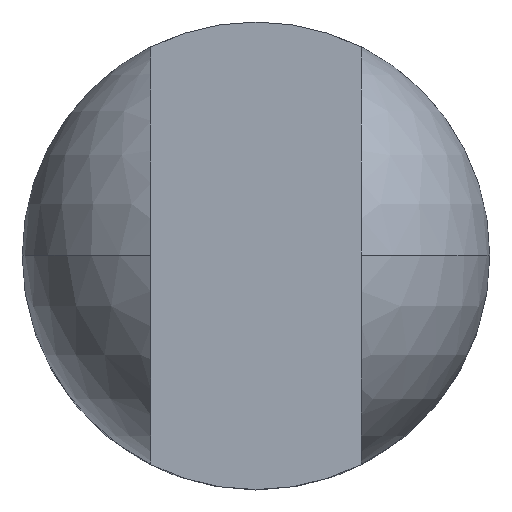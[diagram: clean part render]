
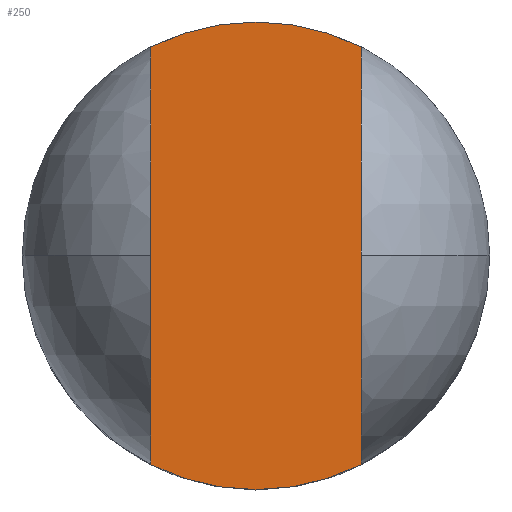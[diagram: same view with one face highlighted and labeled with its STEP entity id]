
A CAD part, top view. The second image highlights one B-rep face of the part: STEP entity #250.
In plain terms, the highlighted planar face has unit normal (0, 0, 1).
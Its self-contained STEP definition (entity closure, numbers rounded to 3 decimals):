
#17 = VECTOR ( 'NONE', #26, 1000. ) ;
#19 = EDGE_CURVE ( 'NONE', #386, #114, #221, .T. ) ;
#26 = DIRECTION ( 'NONE',  ( 0., 1., 0. ) ) ;
#30 = DIRECTION ( 'NONE',  ( 1., 0., 0. ) ) ;
#33 = CARTESIAN_POINT ( 'NONE',  ( 0., 0., 100. ) ) ;
#51 = AXIS2_PLACEMENT_3D ( 'NONE', #33, #60, #30 ) ;
#60 = DIRECTION ( 'NONE',  ( 0., 0., 1. ) ) ;
#61 = ORIENTED_EDGE ( 'NONE', *, *, #438, .T. ) ;
#79 = DIRECTION ( 'NONE',  ( 1., 0., 0. ) ) ;
#81 = CARTESIAN_POINT ( 'NONE',  ( -45., 89.303, 100. ) ) ;
#92 = FACE_OUTER_BOUND ( 'NONE', #146, .T. ) ;
#114 = VERTEX_POINT ( 'NONE', #267 ) ;
#124 = CARTESIAN_POINT ( 'NONE',  ( -45., -110.541, 100. ) ) ;
#141 = CARTESIAN_POINT ( 'NONE',  ( -45., -89.303, 100. ) ) ;
#146 = EDGE_LOOP ( 'NONE', ( #61, #175, #282, #208 ) ) ;
#170 = VERTEX_POINT ( 'NONE', #81 ) ;
#175 = ORIENTED_EDGE ( 'NONE', *, *, #283, .T. ) ;
#180 = DIRECTION ( 'NONE',  ( 1., 0., 0. ) ) ;
#196 = EDGE_CURVE ( 'NONE', #114, #445, #275, .T. ) ;
#202 = PLANE ( 'NONE',  #51 ) ;
#208 = ORIENTED_EDGE ( 'NONE', *, *, #196, .T. ) ;
#213 = CARTESIAN_POINT ( 'NONE',  ( 0., 0., 100. ) ) ;
#221 = CIRCLE ( 'NONE', #281, 100. ) ;
#237 = CARTESIAN_POINT ( 'NONE',  ( 45., -110.541, 100. ) ) ;
#241 = LINE ( 'NONE', #124, #336 ) ;
#249 = CARTESIAN_POINT ( 'NONE',  ( 45., 89.303, 100. ) ) ;
#250 = ADVANCED_FACE ( 'NONE', ( #92 ), #202, .T. ) ;
#255 = CARTESIAN_POINT ( 'NONE',  ( 0., 0., 100. ) ) ;
#267 = CARTESIAN_POINT ( 'NONE',  ( 45., -89.303, 100. ) ) ;
#275 = LINE ( 'NONE', #237, #17 ) ;
#278 = CIRCLE ( 'NONE', #435, 100. ) ;
#281 = AXIS2_PLACEMENT_3D ( 'NONE', #255, #390, #79 ) ;
#282 = ORIENTED_EDGE ( 'NONE', *, *, #19, .T. ) ;
#283 = EDGE_CURVE ( 'NONE', #170, #386, #241, .T. ) ;
#336 = VECTOR ( 'NONE', #372, 1000. ) ;
#351 = DIRECTION ( 'NONE',  ( 0., 0., 1. ) ) ;
#372 = DIRECTION ( 'NONE',  ( 0., -1., 0. ) ) ;
#386 = VERTEX_POINT ( 'NONE', #141 ) ;
#390 = DIRECTION ( 'NONE',  ( 0., 0., 1. ) ) ;
#435 = AXIS2_PLACEMENT_3D ( 'NONE', #213, #351, #180 ) ;
#438 = EDGE_CURVE ( 'NONE', #445, #170, #278, .T. ) ;
#445 = VERTEX_POINT ( 'NONE', #249 ) ;
